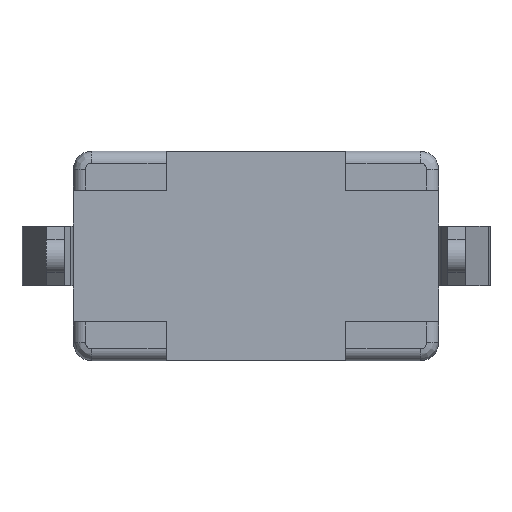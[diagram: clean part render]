
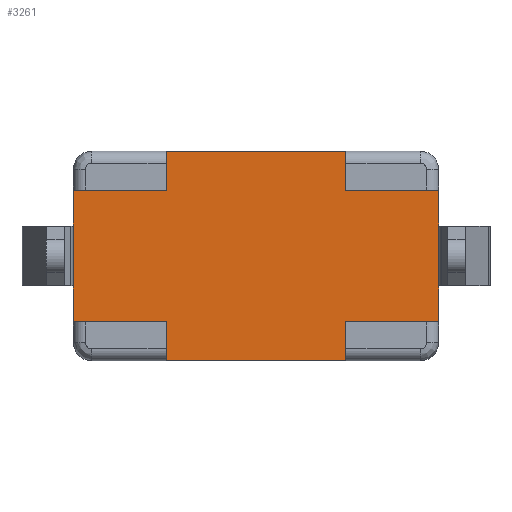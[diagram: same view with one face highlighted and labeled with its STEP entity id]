
A CAD part, front view. The second image highlights one B-rep face of the part: STEP entity #3261.
In plain terms, the highlighted planar face has unit normal (0, -1, 0).
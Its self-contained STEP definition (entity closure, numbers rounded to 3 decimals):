
#29 = VERTEX_POINT ( 'NONE', #4283 ) ;
#51 = LINE ( 'NONE', #2953, #5627 ) ;
#69 = LINE ( 'NONE', #1318, #5674 ) ;
#121 = DIRECTION ( 'NONE',  ( 0., 0., -1. ) ) ;
#223 = EDGE_CURVE ( 'NONE', #643, #4411, #4963, .T. ) ;
#290 = DIRECTION ( 'NONE',  ( 0., 0., 1. ) ) ;
#341 = VECTOR ( 'NONE', #842, 1000. ) ;
#361 = ORIENTED_EDGE ( 'NONE', *, *, #5960, .T. ) ;
#416 = LINE ( 'NONE', #2746, #6773 ) ;
#557 = VERTEX_POINT ( 'NONE', #6732 ) ;
#611 = DIRECTION ( 'NONE',  ( 0., 0., 1. ) ) ;
#626 = EDGE_CURVE ( 'NONE', #4411, #4866, #416, .T. ) ;
#643 = VERTEX_POINT ( 'NONE', #4520 ) ;
#691 = CARTESIAN_POINT ( 'NONE',  ( 3.05, 0.4, -1.75 ) ) ;
#701 = DIRECTION ( 'NONE',  ( 0., 0., -1. ) ) ;
#803 = CARTESIAN_POINT ( 'NONE',  ( 1.5, 0.4, -1.1 ) ) ;
#842 = DIRECTION ( 'NONE',  ( -1., 0., 0. ) ) ;
#911 = VECTOR ( 'NONE', #290, 1000. ) ;
#951 = VERTEX_POINT ( 'NONE', #1166 ) ;
#971 = DIRECTION ( 'NONE',  ( 1., 0., 0. ) ) ;
#972 = EDGE_CURVE ( 'NONE', #1289, #29, #1052, .T. ) ;
#982 = ORIENTED_EDGE ( 'NONE', *, *, #2447, .T. ) ;
#1052 = LINE ( 'NONE', #6955, #3700 ) ;
#1084 = EDGE_CURVE ( 'NONE', #557, #3251, #69, .T. ) ;
#1128 = CARTESIAN_POINT ( 'NONE',  ( 3.05, 0.4, 1.1 ) ) ;
#1166 = CARTESIAN_POINT ( 'NONE',  ( 1.5, 0.4, 1.75 ) ) ;
#1176 = CARTESIAN_POINT ( 'NONE',  ( 3.05, 0.4, 1.75 ) ) ;
#1272 = ORIENTED_EDGE ( 'NONE', *, *, #2267, .T. ) ;
#1289 = VERTEX_POINT ( 'NONE', #4040 ) ;
#1318 = CARTESIAN_POINT ( 'NONE',  ( -1.5, 0.4, 0. ) ) ;
#1443 = ORIENTED_EDGE ( 'NONE', *, *, #3327, .T. ) ;
#1636 = VERTEX_POINT ( 'NONE', #4035 ) ;
#1782 = CARTESIAN_POINT ( 'NONE',  ( 3.05, 0.4, 0. ) ) ;
#1820 = VERTEX_POINT ( 'NONE', #2528 ) ;
#1897 = DIRECTION ( 'NONE',  ( 0., 0., -1. ) ) ;
#1954 = ORIENTED_EDGE ( 'NONE', *, *, #972, .T. ) ;
#2236 = ORIENTED_EDGE ( 'NONE', *, *, #6640, .T. ) ;
#2267 = EDGE_CURVE ( 'NONE', #1820, #7009, #3081, .T. ) ;
#2275 = CARTESIAN_POINT ( 'NONE',  ( -3.05, 0.4, -1.1 ) ) ;
#2399 = DIRECTION ( 'NONE',  ( 0., 0., -1. ) ) ;
#2447 = EDGE_CURVE ( 'NONE', #4866, #1289, #4384, .T. ) ;
#2458 = DIRECTION ( 'NONE',  ( 0., 0., 1. ) ) ;
#2528 = CARTESIAN_POINT ( 'NONE',  ( -1.5, 0.4, 1.75 ) ) ;
#2706 = VECTOR ( 'NONE', #6244, 1000. ) ;
#2735 = CARTESIAN_POINT ( 'NONE',  ( 1.5, 0.4, 0. ) ) ;
#2746 = CARTESIAN_POINT ( 'NONE',  ( 3.05, 0.4, -1.1 ) ) ;
#2931 = VECTOR ( 'NONE', #121, 1000. ) ;
#2932 = DIRECTION ( 'NONE',  ( 0., 0., 1. ) ) ;
#2953 = CARTESIAN_POINT ( 'NONE',  ( 3.05, 0.4, 0. ) ) ;
#2971 = CARTESIAN_POINT ( 'NONE',  ( -1.5, 0.4, -1.75 ) ) ;
#2984 = VERTEX_POINT ( 'NONE', #4749 ) ;
#3026 = VERTEX_POINT ( 'NONE', #4136 ) ;
#3081 = LINE ( 'NONE', #3545, #5074 ) ;
#3174 = ORIENTED_EDGE ( 'NONE', *, *, #7299, .T. ) ;
#3192 = LINE ( 'NONE', #4912, #341 ) ;
#3222 = VERTEX_POINT ( 'NONE', #2275 ) ;
#3227 = EDGE_CURVE ( 'NONE', #2984, #5335, #6286, .T. ) ;
#3251 = VERTEX_POINT ( 'NONE', #2971 ) ;
#3261 = ADVANCED_FACE ( 'NONE', ( #7151 ), #6012, .T. ) ;
#3327 = EDGE_CURVE ( 'NONE', #3026, #1636, #6601, .T. ) ;
#3480 = CARTESIAN_POINT ( 'NONE',  ( 3.05, 0.4, -1.1 ) ) ;
#3538 = CARTESIAN_POINT ( 'NONE',  ( -1.5, 0.4, 1.1 ) ) ;
#3545 = CARTESIAN_POINT ( 'NONE',  ( -1.5, 0.4, 0. ) ) ;
#3627 = CARTESIAN_POINT ( 'NONE',  ( -3.05, 0.4, 0. ) ) ;
#3635 = CARTESIAN_POINT ( 'NONE',  ( -3.05, 0.4, 0. ) ) ;
#3700 = VECTOR ( 'NONE', #2932, 1000. ) ;
#3819 = ORIENTED_EDGE ( 'NONE', *, *, #223, .T. ) ;
#3916 = EDGE_CURVE ( 'NONE', #4027, #3026, #5366, .T. ) ;
#3927 = EDGE_CURVE ( 'NONE', #3222, #557, #6868, .T. ) ;
#4014 = LINE ( 'NONE', #6406, #4856 ) ;
#4027 = VERTEX_POINT ( 'NONE', #6327 ) ;
#4035 = CARTESIAN_POINT ( 'NONE',  ( -3.05, 0.4, -0.5 ) ) ;
#4040 = CARTESIAN_POINT ( 'NONE',  ( 3.05, 0.4, -0.5 ) ) ;
#4115 = LINE ( 'NONE', #691, #6981 ) ;
#4136 = CARTESIAN_POINT ( 'NONE',  ( -3.05, 0.4, 0.5 ) ) ;
#4148 = ORIENTED_EDGE ( 'NONE', *, *, #1084, .T. ) ;
#4283 = CARTESIAN_POINT ( 'NONE',  ( 3.05, 0.4, 0.5 ) ) ;
#4289 = DIRECTION ( 'NONE',  ( -1., 0., 0. ) ) ;
#4384 = LINE ( 'NONE', #4421, #911 ) ;
#4411 = VERTEX_POINT ( 'NONE', #803 ) ;
#4421 = CARTESIAN_POINT ( 'NONE',  ( 3.05, 0.4, 0. ) ) ;
#4520 = CARTESIAN_POINT ( 'NONE',  ( 1.5, 0.4, -1.75 ) ) ;
#4563 = DIRECTION ( 'NONE',  ( 1., 0., 0. ) ) ;
#4678 = ORIENTED_EDGE ( 'NONE', *, *, #3916, .T. ) ;
#4749 = CARTESIAN_POINT ( 'NONE',  ( 3.05, 0.4, 1.1 ) ) ;
#4856 = VECTOR ( 'NONE', #2399, 1000. ) ;
#4866 = VERTEX_POINT ( 'NONE', #3480 ) ;
#4912 = CARTESIAN_POINT ( 'NONE',  ( 3.05, 0.4, 1.1 ) ) ;
#4963 = LINE ( 'NONE', #2735, #2706 ) ;
#4993 = VECTOR ( 'NONE', #611, 1000. ) ;
#5000 = CARTESIAN_POINT ( 'NONE',  ( 3.05, 0.4, -1.1 ) ) ;
#5074 = VECTOR ( 'NONE', #701, 1000. ) ;
#5204 = ORIENTED_EDGE ( 'NONE', *, *, #5975, .T. ) ;
#5270 = VECTOR ( 'NONE', #971, 1000. ) ;
#5304 = LINE ( 'NONE', #7053, #4993 ) ;
#5307 = DIRECTION ( 'NONE',  ( 1., 0., 0. ) ) ;
#5335 = VERTEX_POINT ( 'NONE', #5934 ) ;
#5366 = LINE ( 'NONE', #3635, #2931 ) ;
#5393 = DIRECTION ( 'NONE',  ( 0., 0., -1. ) ) ;
#5627 = VECTOR ( 'NONE', #2458, 1000. ) ;
#5674 = VECTOR ( 'NONE', #1897, 1000. ) ;
#5746 = DIRECTION ( 'NONE',  ( -1., 0., 0. ) ) ;
#5892 = DIRECTION ( 'NONE',  ( 0., -1., 0. ) ) ;
#5912 = ORIENTED_EDGE ( 'NONE', *, *, #626, .T. ) ;
#5934 = CARTESIAN_POINT ( 'NONE',  ( 1.5, 0.4, 1.1 ) ) ;
#5960 = EDGE_CURVE ( 'NONE', #29, #2984, #51, .T. ) ;
#5971 = DIRECTION ( 'NONE',  ( 0., 0., -1. ) ) ;
#5975 = EDGE_CURVE ( 'NONE', #5335, #951, #5304, .T. ) ;
#6012 = PLANE ( 'NONE',  #6121 ) ;
#6121 = AXIS2_PLACEMENT_3D ( 'NONE', #1782, #5892, #5393 ) ;
#6211 = ORIENTED_EDGE ( 'NONE', *, *, #6727, .T. ) ;
#6244 = DIRECTION ( 'NONE',  ( 0., 0., 1. ) ) ;
#6286 = LINE ( 'NONE', #1128, #6886 ) ;
#6327 = CARTESIAN_POINT ( 'NONE',  ( -3.05, 0.4, 1.1 ) ) ;
#6406 = CARTESIAN_POINT ( 'NONE',  ( -3.05, 0.4, 0. ) ) ;
#6444 = ORIENTED_EDGE ( 'NONE', *, *, #6982, .T. ) ;
#6601 = LINE ( 'NONE', #3627, #7129 ) ;
#6640 = EDGE_CURVE ( 'NONE', #1636, #3222, #4014, .T. ) ;
#6727 = EDGE_CURVE ( 'NONE', #7009, #4027, #3192, .T. ) ;
#6732 = CARTESIAN_POINT ( 'NONE',  ( -1.5, 0.4, -1.1 ) ) ;
#6773 = VECTOR ( 'NONE', #4563, 1000. ) ;
#6815 = VECTOR ( 'NONE', #4289, 1000. ) ;
#6868 = LINE ( 'NONE', #5000, #5270 ) ;
#6886 = VECTOR ( 'NONE', #5746, 1000. ) ;
#6927 = ORIENTED_EDGE ( 'NONE', *, *, #3227, .T. ) ;
#6955 = CARTESIAN_POINT ( 'NONE',  ( 3.05, 0.4, 0. ) ) ;
#6962 = EDGE_LOOP ( 'NONE', ( #6927, #5204, #3174, #1272, #6211, #4678, #1443, #2236, #7471, #4148, #6444, #3819, #5912, #982, #1954, #361 ) ) ;
#6981 = VECTOR ( 'NONE', #5307, 1000. ) ;
#6982 = EDGE_CURVE ( 'NONE', #3251, #643, #4115, .T. ) ;
#7009 = VERTEX_POINT ( 'NONE', #3538 ) ;
#7044 = LINE ( 'NONE', #1176, #6815 ) ;
#7053 = CARTESIAN_POINT ( 'NONE',  ( 1.5, 0.4, 0. ) ) ;
#7129 = VECTOR ( 'NONE', #5971, 1000. ) ;
#7151 = FACE_OUTER_BOUND ( 'NONE', #6962, .T. ) ;
#7299 = EDGE_CURVE ( 'NONE', #951, #1820, #7044, .T. ) ;
#7471 = ORIENTED_EDGE ( 'NONE', *, *, #3927, .T. ) ;
